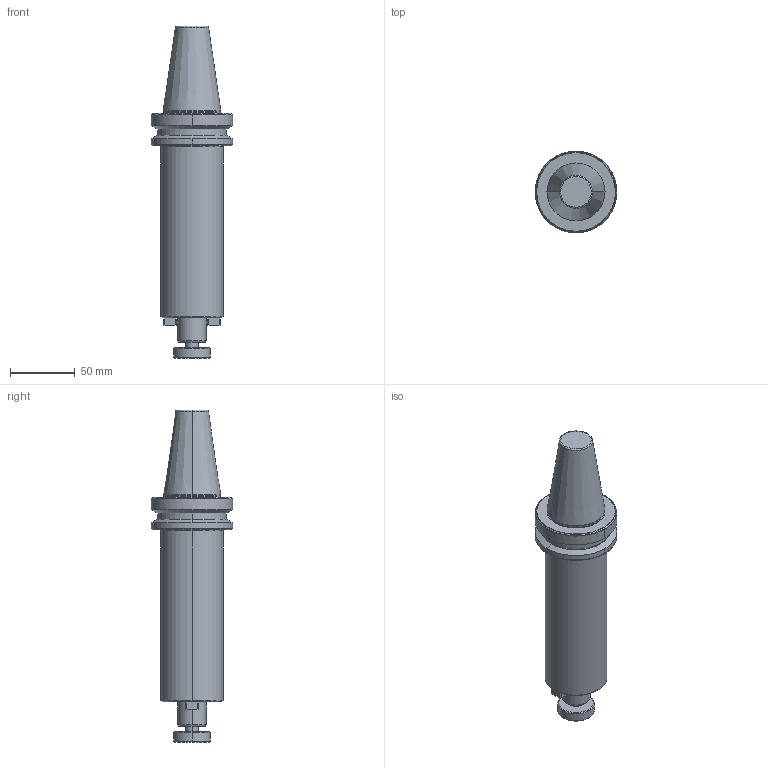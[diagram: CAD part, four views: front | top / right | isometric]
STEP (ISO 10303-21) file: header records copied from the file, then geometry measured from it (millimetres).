
FILE_DESCRIPTION (( 'STEP AP203' ), '1' );
FILE_NAME ('BT40 FMH22 160 AD-6.3G15000 SL SP.S.STEP', '2019-05-23T04:44:08', ( '' ), ( '' ), 'SwSTEP 2.0', 'SolidWorks 2014', '' );
FILE_SCHEMA (( 'CONFIG_CONTROL_DESIGN' ));
Length unit declared in the file: millimetre
Products named in the file (1): BT40 FMH22 160 AD-6.3G15000 SL SP.S
Bounding box: 63 x 63 x 256.4 mm (x, y, z)
Volume: 392515.3 mm3; surface area: 41759.6 mm2
Topology: 1 solids, 1 shells, 91 faces, 216 edges, 136 vertices
Faces by surface type: plane 35, cone 20, cylinder 16, bspline 14, torus 6
Entity records: 3882 total; most frequent: CARTESIAN_POINT 1752, ORIENTED_EDGE 432, DIRECTION 426, EDGE_CURVE 216, AXIS2_PLACEMENT_3D 159, VERTEX_POINT 136, LINE 108, VECTOR 108
